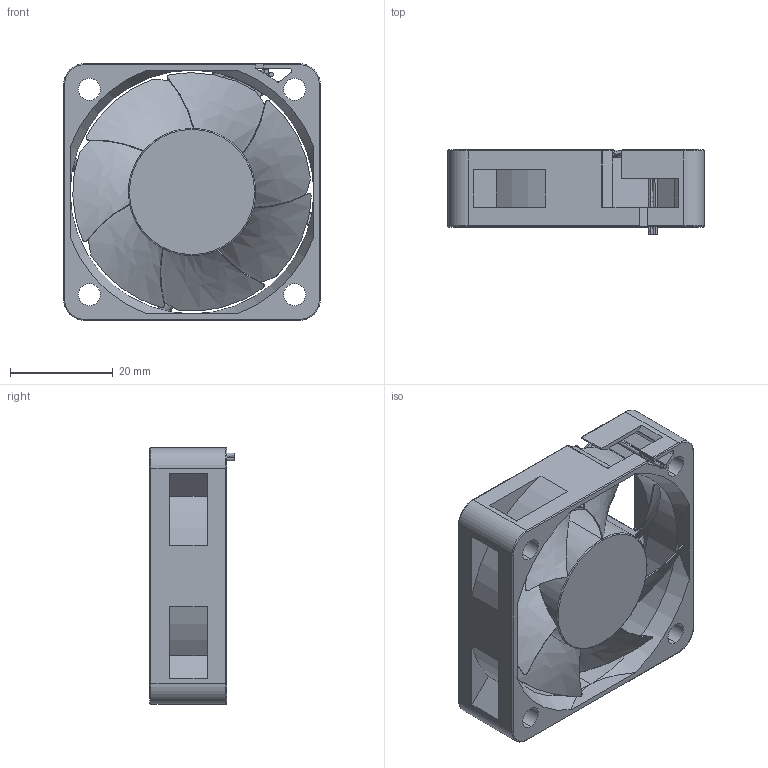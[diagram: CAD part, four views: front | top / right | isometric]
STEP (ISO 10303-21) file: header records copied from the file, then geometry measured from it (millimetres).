
FILE_DESCRIPTION (( 'STEP AP203' ), '1' );
FILE_NAME ('CUI_DEVICES_CFM-5015V-172-381.step', '2019-10-25T15:00:59', ( '' ), ( '' ), 'SwSTEP 2.0', 'SolidWorks 2019', '' );
FILE_SCHEMA (( 'CONFIG_CONTROL_DESIGN' ));
Length unit declared in the file: inch
Products named in the file (1): CUI_DEVICES_CFM-5015V-172-381
Bounding box: 50 x 16.68 x 50 mm (x, y, z)
Volume: 14595.5 mm3; surface area: 14651.1 mm2
Topology: 1 solids, 1 shells, 308 faces, 797 edges, 493 vertices
Faces by surface type: cylinder 101, bspline 95, plane 66, torus 26, cone 16, sphere 4
Entity records: 21124 total; most frequent: CARTESIAN_POINT 14416, ORIENTED_EDGE 1584, DIRECTION 1110, EDGE_CURVE 792, VERTEX_POINT 493, AXIS2_PLACEMENT_3D 442, EDGE_LOOP 331, ADVANCED_FACE 308
